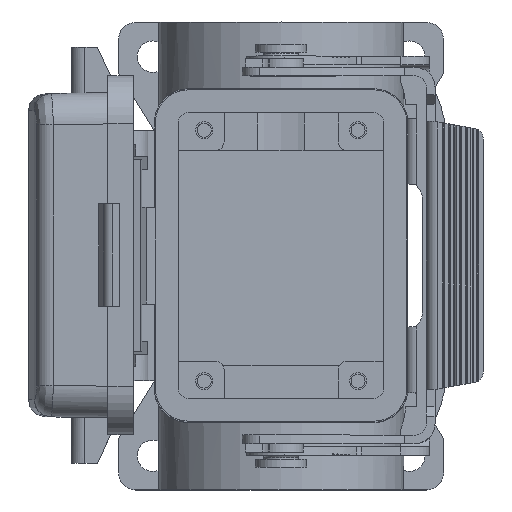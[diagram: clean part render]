
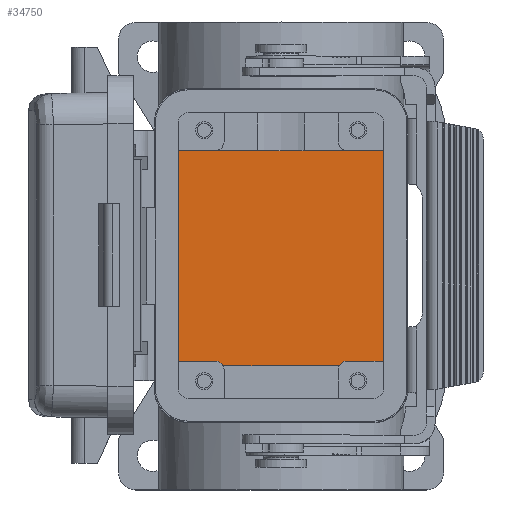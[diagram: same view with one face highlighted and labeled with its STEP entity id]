
A CAD part, top view. The second image highlights one B-rep face of the part: STEP entity #34750.
In plain terms, the highlighted planar face has unit normal (0, 0, 1).
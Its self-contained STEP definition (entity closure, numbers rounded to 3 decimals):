
#30110=CARTESIAN_POINT('',(18.5,-18.25,-60.));
#30120=DIRECTION('',(0.,1.,0.));
#30130=VECTOR('',#30120,36.5);
#30140=LINE('',#30110,#30130);
#30150=CARTESIAN_POINT('',(18.5,-18.25,-60.));
#30160=VERTEX_POINT('',#30150);
#30170=CARTESIAN_POINT('',(18.5,18.25,-60.));
#30180=VERTEX_POINT('',#30170);
#30190=EDGE_CURVE('',#30160,#30180,#30140,.T.);
#31180=CARTESIAN_POINT('',(-19.25,10.201,-60.));
#31190=VERTEX_POINT('',#31180);
#31220=CARTESIAN_POINT('',(-19.25,10.201,-60.));
#31230=DIRECTION('',(0.,-1.,0.));
#31240=VECTOR('',#31230,20.402);
#31250=LINE('',#31220,#31240);
#31260=CARTESIAN_POINT('',(-19.25,-10.201,-60.));
#31270=VERTEX_POINT('',#31260);
#31280=EDGE_CURVE('',#31190,#31270,#31250,.T.);
#32240=CARTESIAN_POINT('',(-20.,-11.5,-60.));
#32250=DIRECTION('',(0.,0.,-1.));
#32260=DIRECTION('',(-1.,0.,0.));
#32270=AXIS2_PLACEMENT_3D('',#32240,#32250,#32260);
#32280=CIRCLE('',#32270,1.5);
#32290=CARTESIAN_POINT('',(-18.5,-11.5,-60.));
#32300=VERTEX_POINT('',#32290);
#32310=EDGE_CURVE('',#31270,#32300,#32280,.T.);
#34180=CARTESIAN_POINT('',(-18.5,-11.5,-60.));
#34190=DIRECTION('',(0.,-1.,0.));
#34200=VECTOR('',#34190,6.75);
#34210=LINE('',#34180,#34200);
#34220=CARTESIAN_POINT('',(-18.5,-18.25,-60.));
#34230=VERTEX_POINT('',#34220);
#34240=EDGE_CURVE('',#32300,#34230,#34210,.T.);
#34350=CARTESIAN_POINT('',(0.,0.,-60.));
#34360=DIRECTION('',(0.,0.,1.));
#34370=DIRECTION('',(1.,0.,0.));
#34380=AXIS2_PLACEMENT_3D('',#34350,#34360,#34370);
#34390=PLANE('',#34380);
#34400=CARTESIAN_POINT('',(-20.,11.5,-60.));
#34410=DIRECTION('',(0.,0.,-1.));
#34420=DIRECTION('',(0.,-1.,0.));
#34430=AXIS2_PLACEMENT_3D('',#34400,#34410,#34420);
#34440=CIRCLE('',#34430,1.5);
#34450=CARTESIAN_POINT('',(-18.5,11.5,-60.));
#34460=VERTEX_POINT('',#34450);
#34470=EDGE_CURVE('',#34460,#31190,#34440,.T.);
#34480=ORIENTED_EDGE('',*,*,#34470,.T.);
#34490=CARTESIAN_POINT('',(-18.5,18.25,-60.));
#34500=DIRECTION('',(0.,-1.,0.));
#34510=VECTOR('',#34500,6.75);
#34520=LINE('',#34490,#34510);
#34530=CARTESIAN_POINT('',(-18.5,18.25,-60.));
#34540=VERTEX_POINT('',#34530);
#34550=EDGE_CURVE('',#34540,#34460,#34520,.T.);
#34560=ORIENTED_EDGE('',*,*,#34550,.T.);
#34570=CARTESIAN_POINT('',(18.5,18.25,-60.));
#34580=DIRECTION('',(-1.,0.,0.));
#34590=VECTOR('',#34580,37.);
#34600=LINE('',#34570,#34590);
#34610=EDGE_CURVE('',#30180,#34540,#34600,.T.);
#34620=ORIENTED_EDGE('',*,*,#34610,.T.);
#34630=ORIENTED_EDGE('',*,*,#30190,.T.);
#34640=CARTESIAN_POINT('',(-18.5,-18.25,-60.));
#34650=DIRECTION('',(1.,0.,0.));
#34660=VECTOR('',#34650,37.);
#34670=LINE('',#34640,#34660);
#34680=EDGE_CURVE('',#34230,#30160,#34670,.T.);
#34690=ORIENTED_EDGE('',*,*,#34680,.T.);
#34700=ORIENTED_EDGE('',*,*,#34240,.T.);
#34710=ORIENTED_EDGE('',*,*,#32310,.T.);
#34720=ORIENTED_EDGE('',*,*,#31280,.T.);
#34730=EDGE_LOOP('',(#34720,#34710,#34700,#34690,#34630,#34620,#34560,
#34480));
#34740=FACE_OUTER_BOUND('',#34730,.T.);
#34750=ADVANCED_FACE('',(#34740),#34390,.T.);
